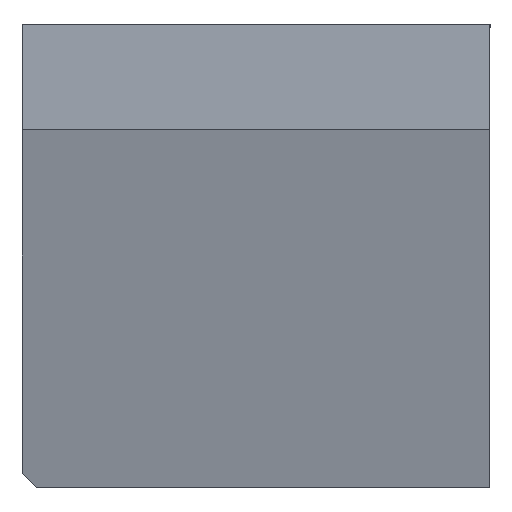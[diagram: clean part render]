
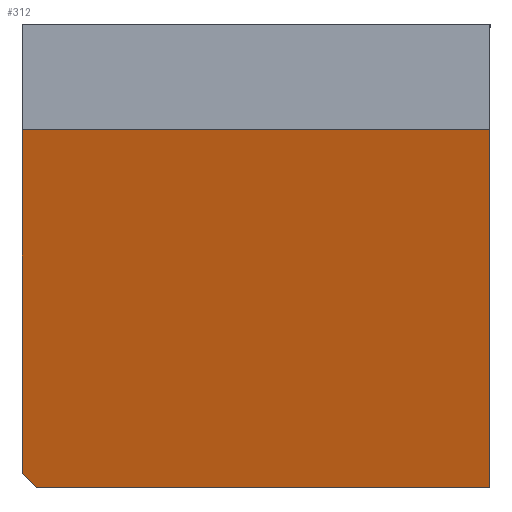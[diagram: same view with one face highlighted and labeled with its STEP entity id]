
A CAD part, left-side view. The second image highlights one B-rep face of the part: STEP entity #312.
In plain terms, the highlighted planar face has unit normal (-0.943, 0.334, 0).
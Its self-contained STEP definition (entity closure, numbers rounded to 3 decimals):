
#312=ADVANCED_FACE('NONE',(#750),#751,.F.);
#750=FACE_OUTER_BOUND('',#1299,.T.);
#751=PLANE('',#1300);
#1299=EDGE_LOOP('',(#2393,#2394,#2395,#2396,#2397));
#1300=AXIS2_PLACEMENT_3D('',#2398,#2399,#2400);
#2393=ORIENTED_EDGE('',*,*,#3670,.T.);
#2394=ORIENTED_EDGE('',*,*,#3766,.T.);
#2395=ORIENTED_EDGE('',*,*,#3767,.T.);
#2396=ORIENTED_EDGE('',*,*,#3650,.F.);
#2397=ORIENTED_EDGE('',*,*,#3768,.T.);
#2398=CARTESIAN_POINT('',(-17.734,-50.,99.0));
#2399=DIRECTION('',(0.942,-0.334,0.0));
#2400=DIRECTION('',(0.0,0.0,-1.0));
#3650=EDGE_CURVE('NONE',#4555,#4557,#4558,.T.);
#3670=EDGE_CURVE('NONE',#4583,#4581,#4584,.T.);
#3766=EDGE_CURVE('NONE',#4581,#4742,#4743,.T.);
#3767=EDGE_CURVE('NONE',#4742,#4557,#4744,.T.);
#3768=EDGE_CURVE('NONE',#4555,#4583,#4745,.T.);
#4555=VERTEX_POINT('NONE',#5775);
#4557=VERTEX_POINT('NONE',#5778);
#4558=LINE('',#5779,#5780);
#4581=VERTEX_POINT('NONE',#5809);
#4583=VERTEX_POINT('NONE',#5812);
#4584=LINE('',#5813,#5814);
#4742=VERTEX_POINT('NONE',#6064);
#4743=LINE('',#6065,#6066);
#4744=LINE('',#6067,#6068);
#4745=LINE('',#6069,#6070);
#5775=CARTESIAN_POINT('',(-17.734,-50.,76.5));
#5778=CARTESIAN_POINT('',(-17.734,-50.,0.0));
#5779=CARTESIAN_POINT('',(-17.734,-50.,99.0));
#5780=VECTOR('',#6718,1000.0);
#5809=CARTESIAN_POINT('',(17.734,50.,3.));
#5812=CARTESIAN_POINT('',(17.734,50.,76.5));
#5813=CARTESIAN_POINT('',(17.734,50.,99.0));
#5814=VECTOR('',#6756,1000.0);
#6064=CARTESIAN_POINT('',(16.67,47.,0.0));
#6065=CARTESIAN_POINT('',(17.734,50.,3.));
#6066=VECTOR('',#6855,1000.0);
#6067=CARTESIAN_POINT('',(-17.734,-50.,0.0));
#6068=VECTOR('',#6856,1000.0);
#6069=CARTESIAN_POINT('',(-17.734,-50.,76.5));
#6070=VECTOR('',#6857,1000.0);
#6718=DIRECTION('',(-0.0,-0.0,-1.0));
#6756=DIRECTION('',(-0.0,-0.0,-1.0));
#6855=DIRECTION('',(-0.243,-0.686,-0.686));
#6856=DIRECTION('',(-0.334,-0.942,-0.0));
#6857=DIRECTION('',(0.334,0.942,0.0));
